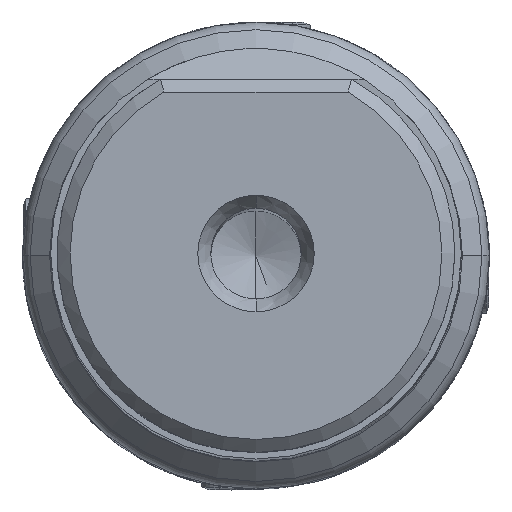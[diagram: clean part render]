
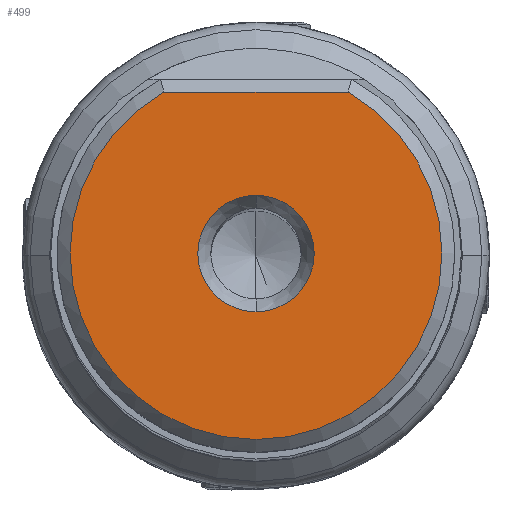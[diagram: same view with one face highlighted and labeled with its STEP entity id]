
A CAD part, top view. The second image highlights one B-rep face of the part: STEP entity #499.
In plain terms, the highlighted planar face has unit normal (0, 0, 1).
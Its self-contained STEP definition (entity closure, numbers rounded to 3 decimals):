
#143=FACE_BOUND('',#1611,.T.);
#144=FACE_BOUND('',#1612,.T.);
#310=PLANE('',#8576);
#499=ADVANCED_FACE('',(#143,#144),#310,.T.);
#1611=EDGE_LOOP('',(#4098,#4099,#4100));
#1612=EDGE_LOOP('',(#4101,#4102));
#2120=LINE('',#16031,#2543);
#2543=VECTOR('',#9958,1.);
#2865=CIRCLE('',#8571,4.5);
#2866=CIRCLE('',#8573,14.375);
#2867=CIRCLE('',#8574,14.375);
#2868=CIRCLE('',#8575,4.5);
#4098=ORIENTED_EDGE('',*,*,#7055,.F.);
#4099=ORIENTED_EDGE('',*,*,#7056,.F.);
#4100=ORIENTED_EDGE('',*,*,#7057,.T.);
#4101=ORIENTED_EDGE('',*,*,#7054,.F.);
#4102=ORIENTED_EDGE('',*,*,#7058,.F.);
#6111=VERTEX_POINT('',#16021);
#6112=VERTEX_POINT('',#16023);
#6113=VERTEX_POINT('',#16027);
#6114=VERTEX_POINT('',#16028);
#6115=VERTEX_POINT('',#16030);
#7054=EDGE_CURVE('',#6112,#6111,#2865,.T.);
#7055=EDGE_CURVE('',#6113,#6114,#2866,.T.);
#7056=EDGE_CURVE('',#6115,#6113,#2867,.T.);
#7057=EDGE_CURVE('',#6115,#6114,#2120,.T.);
#7058=EDGE_CURVE('',#6111,#6112,#2868,.T.);
#8571=AXIS2_PLACEMENT_3D('',#16024,#9950,#9951);
#8573=AXIS2_PLACEMENT_3D('',#16026,#9954,#9955);
#8574=AXIS2_PLACEMENT_3D('',#16029,#9956,#9957);
#8575=AXIS2_PLACEMENT_3D('',#16032,#9959,#9960);
#8576=AXIS2_PLACEMENT_3D('',#16033,#9961,#9962);
#9950=DIRECTION('',(0.,0.,1.));
#9951=DIRECTION('',(0.,-1.,0.));
#9954=DIRECTION('',(0.,0.,-1.));
#9955=DIRECTION('',(0.,-1.,0.));
#9956=DIRECTION('',(0.,0.,-1.));
#9957=DIRECTION('',(0.496,0.869,0.));
#9958=DIRECTION('',(-1.,0.,0.));
#9959=DIRECTION('',(0.,0.,1.));
#9960=DIRECTION('',(0.,1.,0.));
#9961=DIRECTION('',(0.,0.,1.));
#9962=DIRECTION('',(-1.,0.,0.));
#16021=CARTESIAN_POINT('',(0.,4.5,0.));
#16023=CARTESIAN_POINT('',(0.,-4.5,0.));
#16024=CARTESIAN_POINT('',(0.,0.,0.));
#16026=CARTESIAN_POINT('',(0.,0.,0.));
#16027=CARTESIAN_POINT('',(0.,-14.375,0.));
#16028=CARTESIAN_POINT('',(-7.125,12.485,0.));
#16029=CARTESIAN_POINT('',(0.,0.,0.));
#16030=CARTESIAN_POINT('',(7.125,12.485,0.));
#16031=CARTESIAN_POINT('',(7.125,12.485,0.));
#16032=CARTESIAN_POINT('',(0.,0.,0.));
#16033=CARTESIAN_POINT('',(0.,-0.945,0.));
